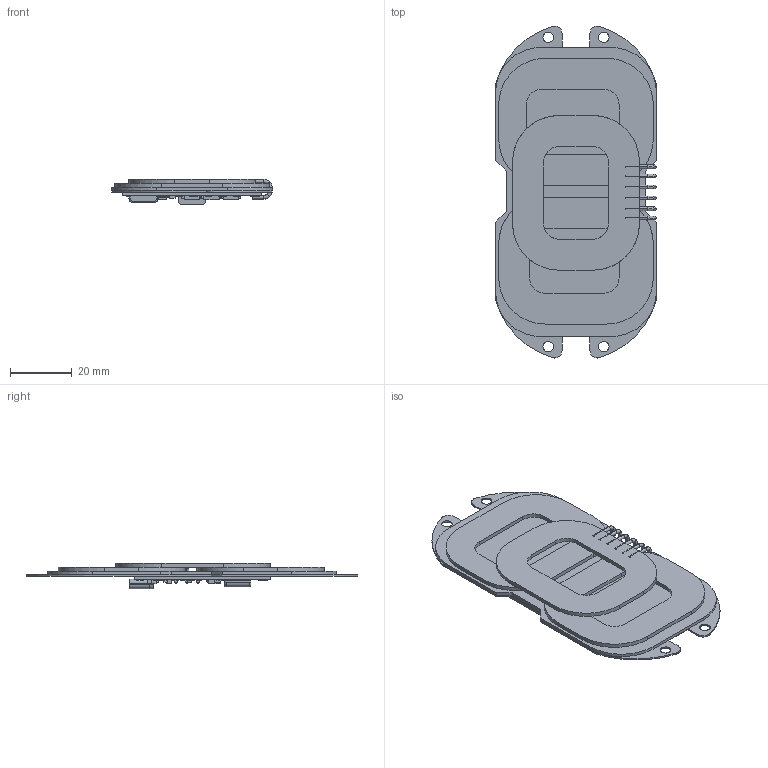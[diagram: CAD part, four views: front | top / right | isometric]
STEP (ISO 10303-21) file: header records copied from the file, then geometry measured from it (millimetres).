
FILE_DESCRIPTION((''),'2;1');
FILE_NAME('UNIQT__6082_ASM','2022-11-14T10:53:06',('sun'),(''),'CREO PARAMETRIC BY PTC INC, 2020354','CREO PARAMETRIC BY PTC INC, 2020354','');
FILE_SCHEMA(('CONFIG_CONTROL_DESIGN','SHAPE_APPEARANCE_LAYERS_GROUPS'));
Length unit declared in the file: millimetre
Products named in the file (14): _X2_5B9E4F53_X0_1_1; _X2_5B9E4F53_X0_2_1; _X2_5B9E4F53_X0_3_1; _X2_5B9E4F53_X0_71_1; _X2_5B9E4F53_X0_72_1; _X2_5B9E4F53_X0_73_1; _X2_5B9E4F53_X0_74_1; PRT0002; PRT0003; PCB_6082; PRT0001; TYPE-C; 6082-PCB_ASM; UNIQT__6082_ASM
Assembly tree (13 placements, depth 3):
  UNIQT__6082_ASM
    _X2_5B9E4F53_X0_1_1
    _X2_5B9E4F53_X0_2_1
    _X2_5B9E4F53_X0_3_1
    _X2_5B9E4F53_X0_71_1
    _X2_5B9E4F53_X0_72_1
    _X2_5B9E4F53_X0_73_1
    _X2_5B9E4F53_X0_74_1
    PRT0002
    PRT0003
    6082-PCB_ASM
      PCB_6082
      PRT0001
      TYPE-C
Bounding box: 52 x 107.4 x 8.2 mm (x, y, z)
Volume: 14374 mm3; surface area: 32314 mm2
Topology: 32 solids, 32 shells, 517 faces, 1214 edges, 778 vertices
Faces by surface type: plane 339, cylinder 122, torus 56
Entity records: 20440 total; most frequent: DIRECTION 2653, CARTESIAN_POINT 2601, ORIENTED_EDGE 2428, PRESENTATION_STYLE_ASSIGNMENT 1254, EDGE_CURVE 1214, STYLED_ITEM 1054, CURVE_STYLE 1028, AXIS2_PLACEMENT_3D 900
